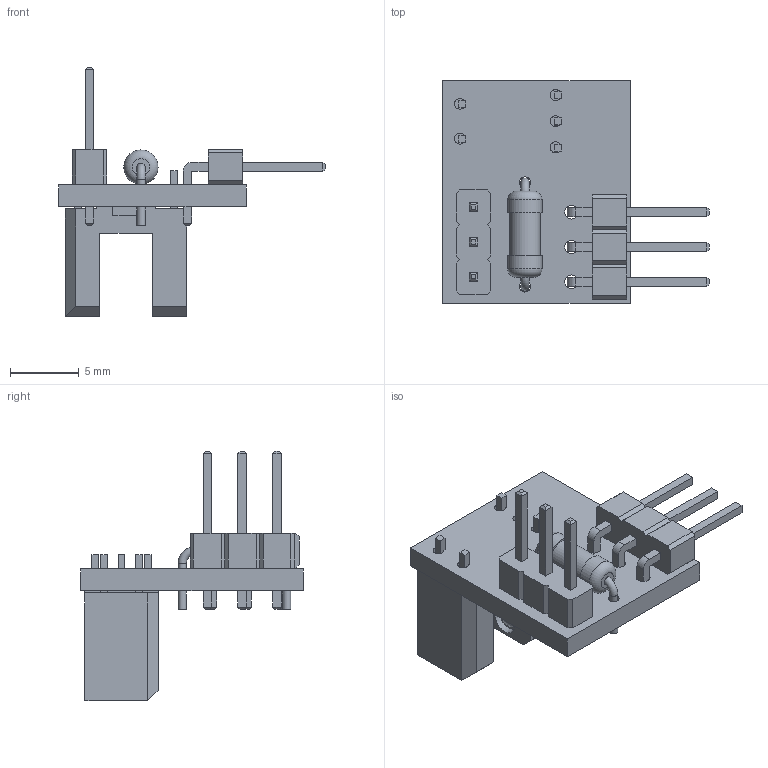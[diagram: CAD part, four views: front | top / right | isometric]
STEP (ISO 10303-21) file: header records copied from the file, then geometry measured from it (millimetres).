
FILE_DESCRIPTION(('KiCad electronic assembly'),'2;1');
FILE_NAME('util_photoswitch.STEP','2023-11-25T07:29:46',('Pcbnew'),( 'Kicad'),'Open CASCADE STEP processor 7.7','KiCad to STEP converter' ,'Unknown');
FILE_SCHEMA(('AUTOMOTIVE_DESIGN { 1 0 10303 214 1 1 1 1 }'));
Length unit declared in the file: millimetre
Products named in the file (10): util_photoswitch 1; PinHeader_1x03_P2.54mm_Horizontal; SOLID; R_Axial_DIN0207_L6.3mm_D2.5mm_P7.62mm_Horizontal; PinHeader_1x03_P2.54mm_Vertical; PHOTOSWITCH; util_photoswitch PCB
Assembly tree (9 placements, depth 3):
  util_photoswitch 1
    PinHeader_1x03_P2.54mm_Horizontal
      SOLID
    R_Axial_DIN0207_L6.3mm_D2.5mm_P7.62mm_Horizontal
      SOLID
    PinHeader_1x03_P2.54mm_Vertical
      SOLID
    PHOTOSWITCH
      SOLID
    util_photoswitch PCB
Bounding box: 19.43 x 16.25 x 18.22 mm (x, y, z)
Volume: 744.6 mm3; surface area: 1357.5 mm2
Topology: 5 solids, 5 shells, 260 faces, 621 edges, 397 vertices
Faces by surface type: plane 227, cylinder 25, torus 4, sphere 2, cone 2
Full cylindrical faces by diameter (mm): 0.6 x2, 0.8 x7, 1 x6, 2.25 x1, 2.5 x2
Entity records: 18678 total; most frequent: CARTESIAN_POINT 3970, DIRECTION 2417, LINE 1739, VECTOR 1739, ORIENTED_EDGE 1242, PCURVE 1242, DEFINITIONAL_REPRESENTATION 1242, EDGE_CURVE 621
